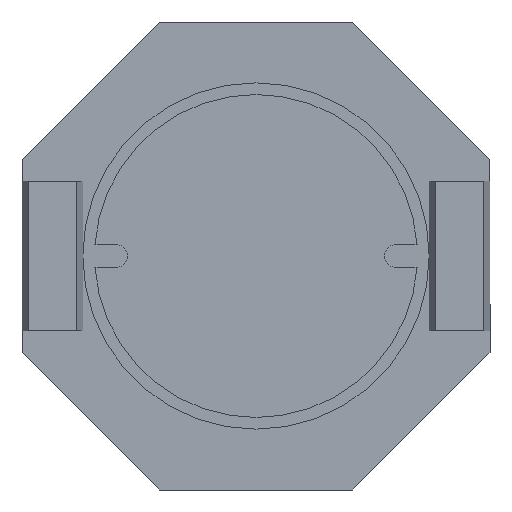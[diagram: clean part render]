
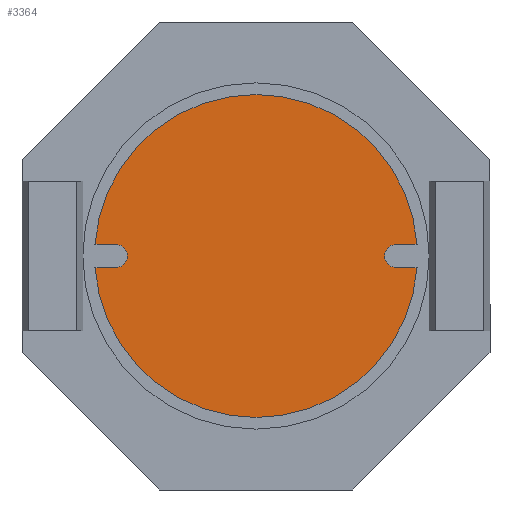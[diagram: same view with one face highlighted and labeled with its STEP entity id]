
A CAD part, front view. The second image highlights one B-rep face of the part: STEP entity #3364.
In plain terms, the highlighted planar face has unit normal (0, -1, 0).
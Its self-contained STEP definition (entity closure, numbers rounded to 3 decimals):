
#19 = CIRCLE ( 'NONE', #4441, 3.45 ) ;
#221 = ORIENTED_EDGE ( 'NONE', *, *, #5583, .F. ) ;
#254 = DIRECTION ( 'NONE',  ( 0., -1., 0. ) ) ;
#374 = DIRECTION ( 'NONE',  ( 0., -1., 0. ) ) ;
#430 = LINE ( 'NONE', #4839, #1457 ) ;
#446 = AXIS2_PLACEMENT_3D ( 'NONE', #4271, #254, #3774 ) ;
#463 = DIRECTION ( 'NONE',  ( 0., 0., -1. ) ) ;
#540 = EDGE_CURVE ( 'NONE', #2826, #5155, #2940, .T. ) ;
#618 = LINE ( 'NONE', #2888, #631 ) ;
#631 = VECTOR ( 'NONE', #3638, 1000. ) ;
#783 = FACE_OUTER_BOUND ( 'NONE', #1972, .T. ) ;
#846 = DIRECTION ( 'NONE',  ( 0., -1., 0. ) ) ;
#1039 = ORIENTED_EDGE ( 'NONE', *, *, #4994, .F. ) ;
#1134 = DIRECTION ( 'NONE',  ( 0., -1., 0. ) ) ;
#1148 = VERTEX_POINT ( 'NONE', #4670 ) ;
#1178 = ORIENTED_EDGE ( 'NONE', *, *, #3911, .T. ) ;
#1189 = VERTEX_POINT ( 'NONE', #3432 ) ;
#1244 = ORIENTED_EDGE ( 'NONE', *, *, #4525, .T. ) ;
#1310 = EDGE_CURVE ( 'NONE', #1189, #4468, #3597, .T. ) ;
#1324 = AXIS2_PLACEMENT_3D ( 'NONE', #1610, #1134, #2877 ) ;
#1353 = CARTESIAN_POINT ( 'NONE',  ( 0., 0.15, -0.25 ) ) ;
#1386 = CARTESIAN_POINT ( 'NONE',  ( 0., 0.15, 0. ) ) ;
#1457 = VECTOR ( 'NONE', #3139, 1000. ) ;
#1464 = CARTESIAN_POINT ( 'NONE',  ( 3.441, 0.15, 0.25 ) ) ;
#1497 = CARTESIAN_POINT ( 'NONE',  ( -3., 0.15, 0. ) ) ;
#1610 = CARTESIAN_POINT ( 'NONE',  ( 0., 0.15, 0. ) ) ;
#1757 = CARTESIAN_POINT ( 'NONE',  ( 3., 0.15, 0. ) ) ;
#1846 = ORIENTED_EDGE ( 'NONE', *, *, #540, .T. ) ;
#1848 = AXIS2_PLACEMENT_3D ( 'NONE', #1497, #3598, #4556 ) ;
#1972 = EDGE_LOOP ( 'NONE', ( #1178, #1244, #5487, #221, #5310, #1846, #4562, #2223, #1039 ) ) ;
#1999 = VERTEX_POINT ( 'NONE', #3856 ) ;
#2021 = AXIS2_PLACEMENT_3D ( 'NONE', #1757, #3061, #463 ) ;
#2080 = DIRECTION ( 'NONE',  ( 0., 0., -1. ) ) ;
#2189 = LINE ( 'NONE', #1353, #4683 ) ;
#2223 = ORIENTED_EDGE ( 'NONE', *, *, #1310, .F. ) ;
#2238 = VERTEX_POINT ( 'NONE', #1464 ) ;
#2390 = CIRCLE ( 'NONE', #3033, 3.45 ) ;
#2688 = DIRECTION ( 'NONE',  ( -1., 0., 0. ) ) ;
#2723 = VERTEX_POINT ( 'NONE', #3876 ) ;
#2760 = CARTESIAN_POINT ( 'NONE',  ( -3.441, 0.15, 0.25 ) ) ;
#2826 = VERTEX_POINT ( 'NONE', #3572 ) ;
#2852 = EDGE_CURVE ( 'NONE', #2238, #2826, #2390, .T. ) ;
#2877 = DIRECTION ( 'NONE',  ( 0., 0., -1. ) ) ;
#2888 = CARTESIAN_POINT ( 'NONE',  ( 0., 0.15, 0.25 ) ) ;
#2906 = EDGE_CURVE ( 'NONE', #4878, #2723, #3487, .T. ) ;
#2940 = CIRCLE ( 'NONE', #446, 3.45 ) ;
#2972 = CARTESIAN_POINT ( 'NONE',  ( 0., 0.15, 0. ) ) ;
#3033 = AXIS2_PLACEMENT_3D ( 'NONE', #1386, #846, #4867 ) ;
#3042 = CARTESIAN_POINT ( 'NONE',  ( 0., 0.15, -0.25 ) ) ;
#3061 = DIRECTION ( 'NONE',  ( 0., 1., 0. ) ) ;
#3139 = DIRECTION ( 'NONE',  ( 1., 0., 0. ) ) ;
#3364 = ADVANCED_FACE ( 'NONE', ( #783 ), #5066, .T. ) ;
#3432 = CARTESIAN_POINT ( 'NONE',  ( -3., 0.15, -0.25 ) ) ;
#3456 = DIRECTION ( 'NONE',  ( 1., 0., 0. ) ) ;
#3487 = CIRCLE ( 'NONE', #2021, 0.25 ) ;
#3560 = VECTOR ( 'NONE', #2688, 1000. ) ;
#3572 = CARTESIAN_POINT ( 'NONE',  ( 0., 0.15, 3.45 ) ) ;
#3582 = CARTESIAN_POINT ( 'NONE',  ( -3., 0.15, 0.25 ) ) ;
#3597 = CIRCLE ( 'NONE', #1848, 0.25 ) ;
#3598 = DIRECTION ( 'NONE',  ( 0., -1., 0. ) ) ;
#3638 = DIRECTION ( 'NONE',  ( -1., 0., 0. ) ) ;
#3774 = DIRECTION ( 'NONE',  ( 0., 0., -1. ) ) ;
#3856 = CARTESIAN_POINT ( 'NONE',  ( -3.441, 0.15, -0.25 ) ) ;
#3876 = CARTESIAN_POINT ( 'NONE',  ( 3., 0.15, 0.25 ) ) ;
#3911 = EDGE_CURVE ( 'NONE', #1999, #1148, #19, .T. ) ;
#4271 = CARTESIAN_POINT ( 'NONE',  ( 0., 0.15, 0. ) ) ;
#4414 = LINE ( 'NONE', #3042, #3560 ) ;
#4441 = AXIS2_PLACEMENT_3D ( 'NONE', #2972, #374, #2080 ) ;
#4468 = VERTEX_POINT ( 'NONE', #3582 ) ;
#4525 = EDGE_CURVE ( 'NONE', #1148, #4878, #4414, .T. ) ;
#4556 = DIRECTION ( 'NONE',  ( 0., 0., -1. ) ) ;
#4562 = ORIENTED_EDGE ( 'NONE', *, *, #4984, .T. ) ;
#4670 = CARTESIAN_POINT ( 'NONE',  ( 3.441, 0.15, -0.25 ) ) ;
#4683 = VECTOR ( 'NONE', #3456, 1000. ) ;
#4839 = CARTESIAN_POINT ( 'NONE',  ( 0., 0.15, 0.25 ) ) ;
#4867 = DIRECTION ( 'NONE',  ( 0., 0., -1. ) ) ;
#4878 = VERTEX_POINT ( 'NONE', #5104 ) ;
#4984 = EDGE_CURVE ( 'NONE', #5155, #4468, #430, .T. ) ;
#4994 = EDGE_CURVE ( 'NONE', #1999, #1189, #2189, .T. ) ;
#5066 = PLANE ( 'NONE',  #1324 ) ;
#5104 = CARTESIAN_POINT ( 'NONE',  ( 3., 0.15, -0.25 ) ) ;
#5155 = VERTEX_POINT ( 'NONE', #2760 ) ;
#5310 = ORIENTED_EDGE ( 'NONE', *, *, #2852, .T. ) ;
#5487 = ORIENTED_EDGE ( 'NONE', *, *, #2906, .T. ) ;
#5583 = EDGE_CURVE ( 'NONE', #2238, #2723, #618, .T. ) ;
